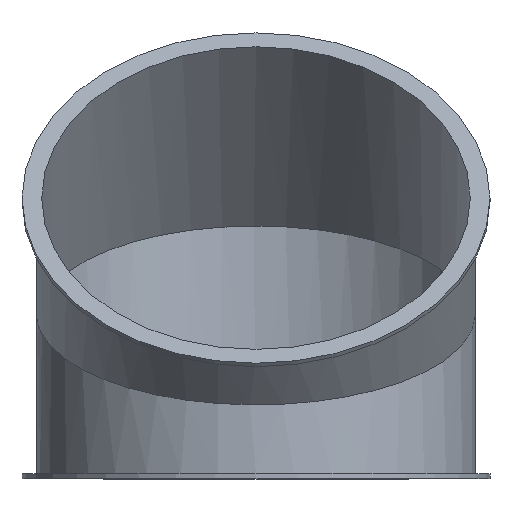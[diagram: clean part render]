
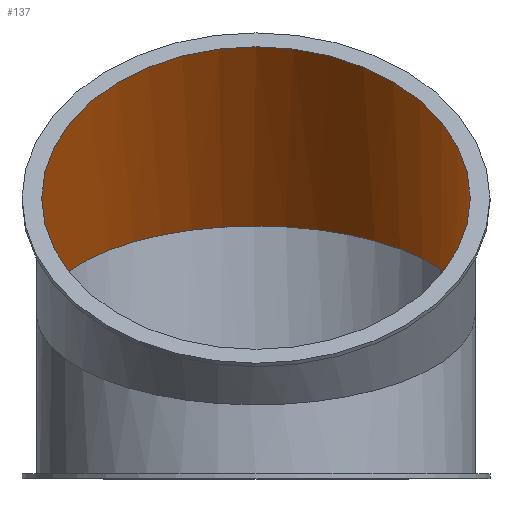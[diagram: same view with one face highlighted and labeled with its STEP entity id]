
A CAD part, top view. The second image highlights one B-rep face of the part: STEP entity #137.
In plain terms, the highlighted cylindrical face has radius 87 mm (diameter 174 mm), a full revolution.
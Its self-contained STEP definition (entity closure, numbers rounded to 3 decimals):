
#14=ELLIPSE('',#153,94.168,87.);
#15=ELLIPSE('',#154,94.168,87.);
#24=FACE_BOUND('',#47,.T.);
#34=FACE_OUTER_BOUND('',#46,.T.);
#46=EDGE_LOOP('',(#98,#99));
#47=EDGE_LOOP('',(#100));
#65=CIRCLE('',#155,87.);
#73=VERTEX_POINT('',#225);
#74=VERTEX_POINT('',#226);
#75=VERTEX_POINT('',#229);
#85=EDGE_CURVE('',#73,#74,#14,.T.);
#86=EDGE_CURVE('',#74,#73,#15,.T.);
#87=EDGE_CURVE('',#75,#75,#65,.T.);
#98=ORIENTED_EDGE('',*,*,#85,.F.);
#99=ORIENTED_EDGE('',*,*,#86,.F.);
#100=ORIENTED_EDGE('',*,*,#87,.T.);
#119=CYLINDRICAL_SURFACE('',#152,87.);
#137=ADVANCED_FACE('',(#34,#24),#119,.F.);
#152=AXIS2_PLACEMENT_3D('',#224,#181,#182);
#153=AXIS2_PLACEMENT_3D('',#227,#183,#184);
#154=AXIS2_PLACEMENT_3D('',#228,#185,#186);
#155=AXIS2_PLACEMENT_3D('',#230,#187,#188);
#181=DIRECTION('center_axis',(0.,0.707,0.707));
#182=DIRECTION('ref_axis',(1.,0.,0.));
#183=DIRECTION('center_axis',(0.,0.924,0.383));
#184=DIRECTION('ref_axis',(0.,0.383,-0.924));
#185=DIRECTION('center_axis',(0.,0.924,0.383));
#186=DIRECTION('ref_axis',(0.,0.383,-0.924));
#187=DIRECTION('center_axis',(0.,0.707,0.707));
#188=DIRECTION('ref_axis',(1.,0.,0.));
#224=CARTESIAN_POINT('Origin',(0.,113.844,-113.844));
#225=CARTESIAN_POINT('',(-87.,66.688,-161.));
#226=CARTESIAN_POINT('',(87.,66.688,-161.));
#227=CARTESIAN_POINT('Origin',(0.,66.688,-161.));
#228=CARTESIAN_POINT('Origin',(0.,66.688,-161.));
#229=CARTESIAN_POINT('',(-87.,113.844,-113.844));
#230=CARTESIAN_POINT('Origin',(0.,113.844,-113.844));
